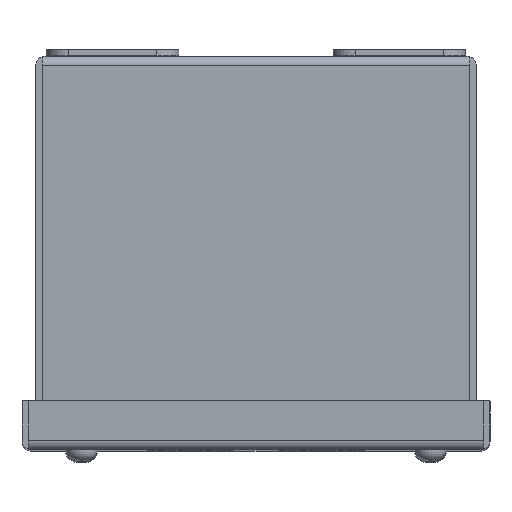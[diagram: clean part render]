
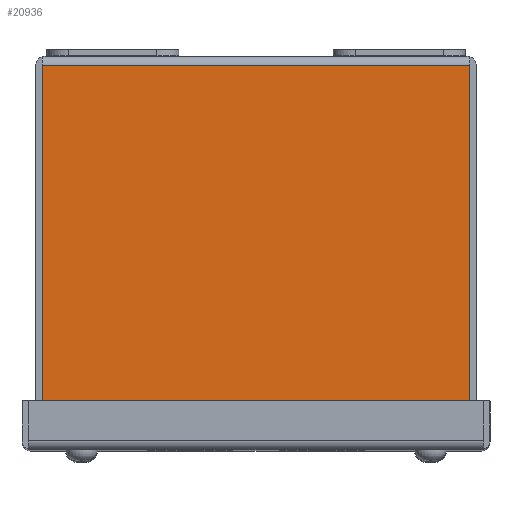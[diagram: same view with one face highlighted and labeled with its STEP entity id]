
A CAD part, top view. The second image highlights one B-rep face of the part: STEP entity #20936.
In plain terms, the highlighted planar face has unit normal (0, 0, 1).
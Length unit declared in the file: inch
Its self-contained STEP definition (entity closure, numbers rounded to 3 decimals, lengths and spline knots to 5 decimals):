
#1405 = EDGE_CURVE ( 'NONE', #2740, #32020, #29069, .T. ) ;
#2472 = VECTOR ( 'NONE', #33782, 39.37008 ) ;
#2740 = VERTEX_POINT ( 'NONE', #14155 ) ;
#2971 = EDGE_LOOP ( 'NONE', ( #29942, #14093, #22772, #11883 ) ) ;
#3238 = LINE ( 'NONE', #24794, #18324 ) ;
#4633 = EDGE_CURVE ( 'NONE', #12214, #32020, #6940, .T. ) ;
#5420 = EDGE_CURVE ( 'NONE', #30910, #12214, #7337, .T. ) ;
#6229 = CARTESIAN_POINT ( 'NONE',  ( -2.42721, 0., 4.25 ) ) ;
#6940 = LINE ( 'NONE', #22978, #2472 ) ;
#7000 = VECTOR ( 'NONE', #27613, 39.37008 ) ;
#7337 = LINE ( 'NONE', #6229, #7000 ) ;
#10490 = CARTESIAN_POINT ( 'NONE',  ( 2.42721, -0.108, 4.25 ) ) ;
#11883 = ORIENTED_EDGE ( 'NONE', *, *, #5420, .F. ) ;
#12214 = VERTEX_POINT ( 'NONE', #14207 ) ;
#13043 = PLANE ( 'NONE',  #13141 ) ;
#13141 = AXIS2_PLACEMENT_3D ( 'NONE', #23827, #18148, #34638 ) ;
#14093 = ORIENTED_EDGE ( 'NONE', *, *, #1405, .T. ) ;
#14155 = CARTESIAN_POINT ( 'NONE',  ( 2.42721, -4.142, 4.25 ) ) ;
#14207 = CARTESIAN_POINT ( 'NONE',  ( -2.42721, -0.108, 4.25 ) ) ;
#15550 = EDGE_CURVE ( 'NONE', #2740, #30910, #3238, .T. ) ;
#18148 = DIRECTION ( 'NONE',  ( 0., 0., -1. ) ) ;
#18324 = VECTOR ( 'NONE', #33469, 39.37008 ) ;
#20936 = ADVANCED_FACE ( 'NONE', ( #23478 ), #13043, .F. ) ;
#21442 = DIRECTION ( 'NONE',  ( 0., 1., 0. ) ) ;
#22772 = ORIENTED_EDGE ( 'NONE', *, *, #4633, .F. ) ;
#22978 = CARTESIAN_POINT ( 'NONE',  ( -2.392, -0.108, 4.25 ) ) ;
#23478 = FACE_OUTER_BOUND ( 'NONE', #2971, .T. ) ;
#23827 = CARTESIAN_POINT ( 'NONE',  ( 16.906, 0., 4.25 ) ) ;
#23961 = VECTOR ( 'NONE', #21442, 39.37008 ) ;
#24072 = CARTESIAN_POINT ( 'NONE',  ( 2.42721, -2.125, 4.25 ) ) ;
#24794 = CARTESIAN_POINT ( 'NONE',  ( 16.906, -4.142, 4.25 ) ) ;
#27613 = DIRECTION ( 'NONE',  ( 0., 1., 0. ) ) ;
#29069 = LINE ( 'NONE', #24072, #23961 ) ;
#29712 = CARTESIAN_POINT ( 'NONE',  ( -2.42721, -4.142, 4.25 ) ) ;
#29942 = ORIENTED_EDGE ( 'NONE', *, *, #15550, .F. ) ;
#30910 = VERTEX_POINT ( 'NONE', #29712 ) ;
#32020 = VERTEX_POINT ( 'NONE', #10490 ) ;
#33469 = DIRECTION ( 'NONE',  ( -1., 0., 0. ) ) ;
#33782 = DIRECTION ( 'NONE',  ( 1., 0., 0. ) ) ;
#34638 = DIRECTION ( 'NONE',  ( 0., 1., 0. ) ) ;
